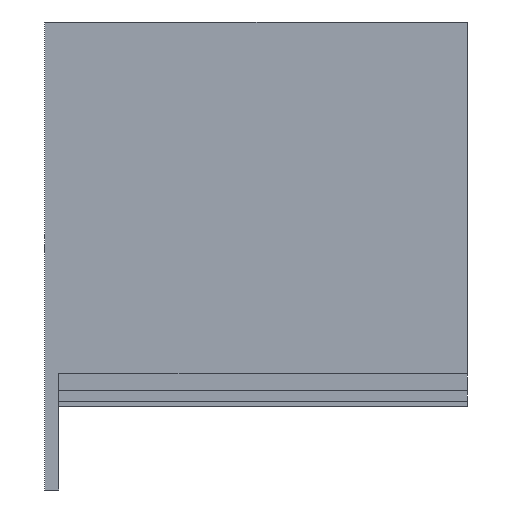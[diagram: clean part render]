
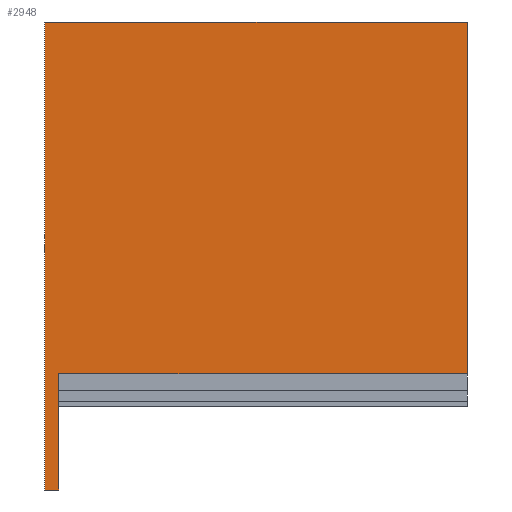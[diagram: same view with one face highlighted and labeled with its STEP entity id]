
A CAD part, left-side view. The second image highlights one B-rep face of the part: STEP entity #2948.
In plain terms, the highlighted planar face has unit normal (-1, 0, 0).
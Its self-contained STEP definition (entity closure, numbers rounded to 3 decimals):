
#2933=AXIS2_PLACEMENT_3D('Plane Axis2P3D',#2930,#2931,#2932) ;
#187=CARTESIAN_POINT('Vertex',(-38.1,58.,65.)) ;
#190=CARTESIAN_POINT('Line Origine',(-38.1,58.,56.75)) ;
#194=CARTESIAN_POINT('Vertex',(-38.1,58.,48.5)) ;
#1500=CARTESIAN_POINT('Vertex',(-38.1,0.,65.)) ;
#1503=CARTESIAN_POINT('Line Origine',(-38.1,29.,65.)) ;
#1520=CARTESIAN_POINT('Line Origine',(-38.1,59.,48.5)) ;
#1524=CARTESIAN_POINT('Vertex',(-38.1,60.,48.5)) ;
#1665=CARTESIAN_POINT('Line Origine',(-38.1,60.,81.75)) ;
#1669=CARTESIAN_POINT('Vertex',(-38.1,60.,115.)) ;
#2754=CARTESIAN_POINT('Vertex',(-38.1,0.,115.)) ;
#2757=CARTESIAN_POINT('Line Origine',(-38.1,0.,90.)) ;
#2930=CARTESIAN_POINT('Axis2P3D Location',(-38.1,0.,0.)) ;
#2935=CARTESIAN_POINT('Line Origine',(-38.1,30.,115.)) ;
#191=DIRECTION('Vector Direction',(0.,0.,1.)) ;
#1504=DIRECTION('Vector Direction',(0.,-1.,0.)) ;
#1521=DIRECTION('Vector Direction',(0.,-1.,0.)) ;
#1666=DIRECTION('Vector Direction',(0.,0.,-1.)) ;
#2758=DIRECTION('Vector Direction',(0.,0.,1.)) ;
#2931=DIRECTION('Axis2P3D Direction',(1.,0.,0.)) ;
#2932=DIRECTION('Axis2P3D XDirection',(0.,1.,0.)) ;
#2936=DIRECTION('Vector Direction',(0.,1.,0.)) ;
#192=VECTOR('Line Direction',#191,1.) ;
#1505=VECTOR('Line Direction',#1504,1.) ;
#1522=VECTOR('Line Direction',#1521,1.) ;
#1667=VECTOR('Line Direction',#1666,1.) ;
#2759=VECTOR('Line Direction',#2758,1.) ;
#2937=VECTOR('Line Direction',#2936,1.) ;
#2941=ORIENTED_EDGE('',*,*,#2939,.F.) ;
#2942=ORIENTED_EDGE('',*,*,#1671,.F.) ;
#2943=ORIENTED_EDGE('',*,*,#1526,.F.) ;
#2944=ORIENTED_EDGE('',*,*,#196,.F.) ;
#2945=ORIENTED_EDGE('',*,*,#1507,.F.) ;
#2946=ORIENTED_EDGE('',*,*,#2761,.F.) ;
#2948=ADVANCED_FACE('Copriterminale alto HTC superiore',(#2947),#2934,.F.) ;
#196=EDGE_CURVE('',#188,#195,#193,.F.) ;
#1507=EDGE_CURVE('',#1501,#188,#1506,.F.) ;
#1526=EDGE_CURVE('',#195,#1525,#1523,.F.) ;
#1671=EDGE_CURVE('',#1525,#1670,#1668,.F.) ;
#2761=EDGE_CURVE('',#2755,#1501,#2760,.F.) ;
#2939=EDGE_CURVE('',#1670,#2755,#2938,.F.) ;
#2940=EDGE_LOOP('',(#2941,#2942,#2943,#2944,#2945,#2946)) ;
#2947=FACE_OUTER_BOUND('',#2940,.T.) ;
#193=LINE('Line',#190,#192) ;
#1506=LINE('Line',#1503,#1505) ;
#1523=LINE('Line',#1520,#1522) ;
#1668=LINE('Line',#1665,#1667) ;
#2760=LINE('Line',#2757,#2759) ;
#2938=LINE('Line',#2935,#2937) ;
#2934=PLANE('',#2933) ;
#188=VERTEX_POINT('',#187) ;
#195=VERTEX_POINT('',#194) ;
#1501=VERTEX_POINT('',#1500) ;
#1525=VERTEX_POINT('',#1524) ;
#1670=VERTEX_POINT('',#1669) ;
#2755=VERTEX_POINT('',#2754) ;
